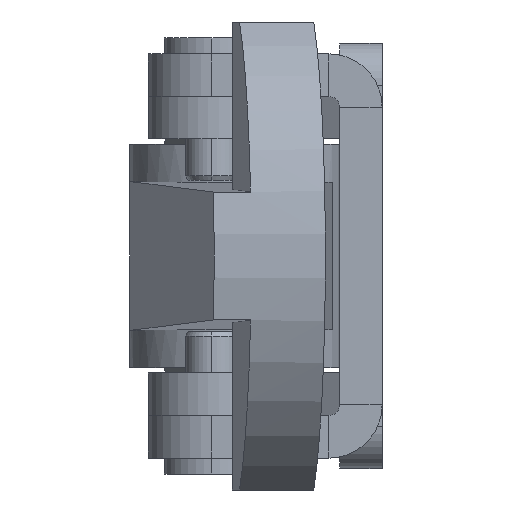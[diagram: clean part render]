
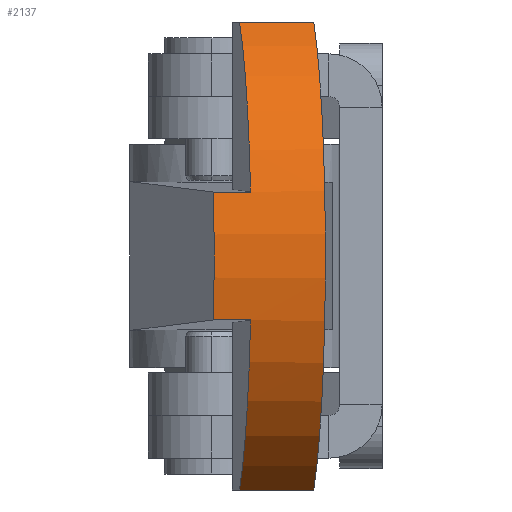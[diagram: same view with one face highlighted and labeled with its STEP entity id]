
A CAD part, left-side view. The second image highlights one B-rep face of the part: STEP entity #2137.
In plain terms, the highlighted cylindrical face has radius 25 mm (diameter 50 mm), a partial arc.
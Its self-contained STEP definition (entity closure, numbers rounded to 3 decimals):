
#2 = CARTESIAN_POINT ( 'NONE',  ( 0., 0., -70. ) ) ;
#248 = FACE_OUTER_BOUND ( 'NONE', #410, .T. ) ;
#253 = CARTESIAN_POINT ( 'NONE',  ( 0., 10.5, -70. ) ) ;
#311 = DIRECTION ( 'NONE',  ( 0., 0., -1. ) ) ;
#350 = DIRECTION ( 'NONE',  ( 0., 1., 0. ) ) ;
#364 = ORIENTED_EDGE ( 'NONE', *, *, #3502, .T. ) ;
#369 = LINE ( 'NONE', #2012, #1152 ) ;
#410 = EDGE_LOOP ( 'NONE', ( #3471, #1997, #2974, #1537, #837, #1716, #364, #1671 ) ) ;
#487 = DIRECTION ( 'NONE',  ( 0., 1., 0. ) ) ;
#592 = CARTESIAN_POINT ( 'NONE',  ( -6.008, 3.5, -94.267 ) ) ;
#622 = VECTOR ( 'NONE', #3711, 1000. ) ;
#626 = VECTOR ( 'NONE', #1391, 1000. ) ;
#754 = CIRCLE ( 'NONE', #2369, 25. ) ;
#796 = DIRECTION ( 'NONE',  ( 0., 0., 1. ) ) ;
#829 = CARTESIAN_POINT ( 'NONE',  ( 22., 3.5, -81.874 ) ) ;
#837 = ORIENTED_EDGE ( 'NONE', *, *, #3831, .T. ) ;
#926 = AXIS2_PLACEMENT_3D ( 'NONE', #3721, #350, #2213 ) ;
#951 = AXIS2_PLACEMENT_3D ( 'NONE', #253, #1021, #1356 ) ;
#957 = EDGE_CURVE ( 'NONE', #1887, #3792, #3237, .T. ) ;
#1021 = DIRECTION ( 'NONE',  ( 0., 1., 0. ) ) ;
#1050 = CIRCLE ( 'NONE', #3635, 25. ) ;
#1152 = VECTOR ( 'NONE', #1458, 1000. ) ;
#1236 = CARTESIAN_POINT ( 'NONE',  ( 6.008, -14.5, -94.267 ) ) ;
#1356 = DIRECTION ( 'NONE',  ( 0., 0., 1. ) ) ;
#1361 = DIRECTION ( 'NONE',  ( 0., 1., 0. ) ) ;
#1384 = EDGE_CURVE ( 'NONE', #2470, #3688, #3178, .T. ) ;
#1391 = DIRECTION ( 'NONE',  ( 0., 1., 0. ) ) ;
#1458 = DIRECTION ( 'NONE',  ( 0., 1., 0. ) ) ;
#1495 = EDGE_CURVE ( 'NONE', #2867, #1647, #1050, .T. ) ;
#1519 = CARTESIAN_POINT ( 'NONE',  ( -6.008, -14.5, -94.267 ) ) ;
#1537 = ORIENTED_EDGE ( 'NONE', *, *, #3252, .F. ) ;
#1647 = VERTEX_POINT ( 'NONE', #3273 ) ;
#1671 = ORIENTED_EDGE ( 'NONE', *, *, #2778, .T. ) ;
#1716 = ORIENTED_EDGE ( 'NONE', *, *, #957, .T. ) ;
#1733 = CARTESIAN_POINT ( 'NONE',  ( -22., 10.5, -81.874 ) ) ;
#1887 = VERTEX_POINT ( 'NONE', #2944 ) ;
#1899 = VERTEX_POINT ( 'NONE', #3293 ) ;
#1981 = EDGE_CURVE ( 'NONE', #2867, #2470, #369, .T. ) ;
#1997 = ORIENTED_EDGE ( 'NONE', *, *, #1981, .F. ) ;
#2012 = CARTESIAN_POINT ( 'NONE',  ( 22., 3.5, -81.874 ) ) ;
#2101 = DIRECTION ( 'NONE',  ( 0., 1., 0. ) ) ;
#2123 = LINE ( 'NONE', #2294, #626 ) ;
#2137 = ADVANCED_FACE ( 'NONE', ( #248 ), #3197, .T. ) ;
#2173 = AXIS2_PLACEMENT_3D ( 'NONE', #2, #2101, #311 ) ;
#2213 = DIRECTION ( 'NONE',  ( 0., 0., 1. ) ) ;
#2223 = CARTESIAN_POINT ( 'NONE',  ( 0., 3.5, -70. ) ) ;
#2294 = CARTESIAN_POINT ( 'NONE',  ( -22., 3.5, -81.874 ) ) ;
#2369 = AXIS2_PLACEMENT_3D ( 'NONE', #3207, #1361, #3517 ) ;
#2463 = CARTESIAN_POINT ( 'NONE',  ( 22., 10.5, -81.874 ) ) ;
#2470 = VERTEX_POINT ( 'NONE', #2463 ) ;
#2778 = EDGE_CURVE ( 'NONE', #1899, #3688, #2123, .T. ) ;
#2828 = CIRCLE ( 'NONE', #2173, 25. ) ;
#2867 = VERTEX_POINT ( 'NONE', #829 ) ;
#2944 = CARTESIAN_POINT ( 'NONE',  ( -6.008, 0., -94.267 ) ) ;
#2959 = DIRECTION ( 'NONE',  ( 0., 1., 0. ) ) ;
#2974 = ORIENTED_EDGE ( 'NONE', *, *, #1495, .T. ) ;
#3053 = LINE ( 'NONE', #1236, #622 ) ;
#3139 = VECTOR ( 'NONE', #2959, 1000. ) ;
#3178 = CIRCLE ( 'NONE', #951, 25. ) ;
#3197 = CYLINDRICAL_SURFACE ( 'NONE', #926, 25. ) ;
#3207 = CARTESIAN_POINT ( 'NONE',  ( 0., 3.5, -70. ) ) ;
#3228 = VERTEX_POINT ( 'NONE', #3333 ) ;
#3237 = LINE ( 'NONE', #1519, #3139 ) ;
#3252 = EDGE_CURVE ( 'NONE', #3228, #1647, #3053, .T. ) ;
#3273 = CARTESIAN_POINT ( 'NONE',  ( 6.008, 3.5, -94.267 ) ) ;
#3293 = CARTESIAN_POINT ( 'NONE',  ( -22., 3.5, -81.874 ) ) ;
#3333 = CARTESIAN_POINT ( 'NONE',  ( 6.008, 0., -94.267 ) ) ;
#3471 = ORIENTED_EDGE ( 'NONE', *, *, #1384, .F. ) ;
#3502 = EDGE_CURVE ( 'NONE', #3792, #1899, #754, .T. ) ;
#3517 = DIRECTION ( 'NONE',  ( 0., 0., 1. ) ) ;
#3635 = AXIS2_PLACEMENT_3D ( 'NONE', #2223, #487, #796 ) ;
#3688 = VERTEX_POINT ( 'NONE', #1733 ) ;
#3711 = DIRECTION ( 'NONE',  ( 0., 1., 0. ) ) ;
#3721 = CARTESIAN_POINT ( 'NONE',  ( 0., 3.5, -70. ) ) ;
#3792 = VERTEX_POINT ( 'NONE', #592 ) ;
#3831 = EDGE_CURVE ( 'NONE', #3228, #1887, #2828, .T. ) ;
